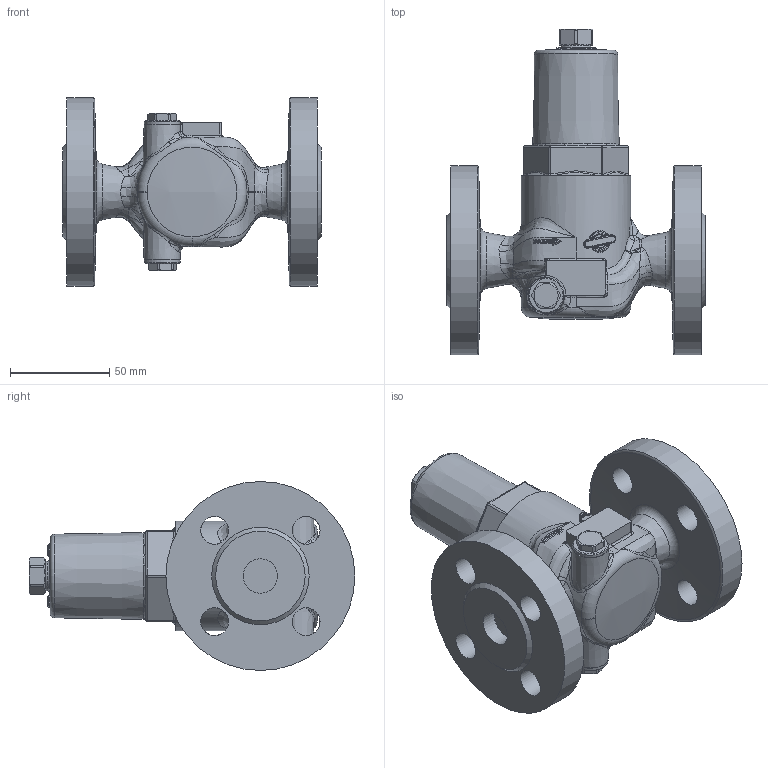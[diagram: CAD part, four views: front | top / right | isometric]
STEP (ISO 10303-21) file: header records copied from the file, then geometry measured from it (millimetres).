
FILE_DESCRIPTION(/* description */ (''),/* implementation_level */ '2;1');
FILE_NAME(/* name */ '080202.stp',/* time_stamp */ '2024-01-18T15:28:09+01:00',/* author */ ('gninka'),/* organization */ (''),/* preprocessor_version */ 'ST-DEVELOPER v19',/* originating_system */ 'Autodesk Inventor 2023',/* authorisation */ '');
FILE_SCHEMA (('AUTOMOTIVE_DESIGN { 1 0 10303 214 3 1 1 }'));
Products named in the file (1): 080202-56330.20240118_step
Bounding box: 130 x 163.78 x 95 mm (x, y, z)
Volume: 507935.2 mm3; surface area: 70800.9 mm2
Topology: 1 solids, 1 shells, 618 faces, 1641 edges, 1017 vertices
Faces by surface type: bspline 319, plane 125, cylinder 99, cone 37, torus 28, sphere 10
Full cylindrical faces by diameter (mm): 2 x1, 5 x1, 10 x1, 10.2 x1, 14 x8, 15 x1, 17.341 x2, 18 x2, 55 x1, 95 x2
Entity records: 36574 total; most frequent: CARTESIAN_POINT 23879, ORIENTED_EDGE 3214, DIRECTION 1714, EDGE_CURVE 1607, VERTEX_POINT 1017, B_SPLINE_CURVE_WITH_KNOTS 878, AXIS2_PLACEMENT_3D 733, EDGE_LOOP 660
